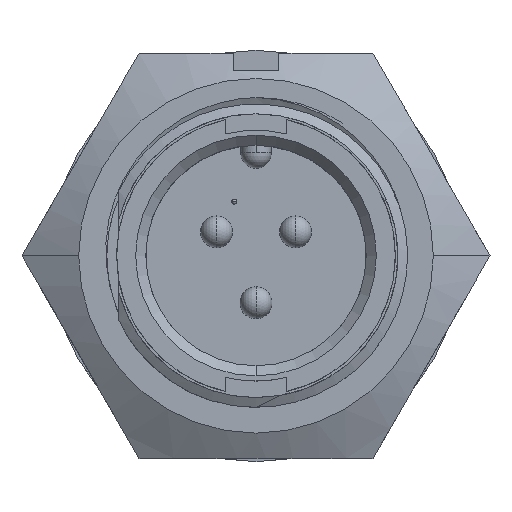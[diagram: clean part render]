
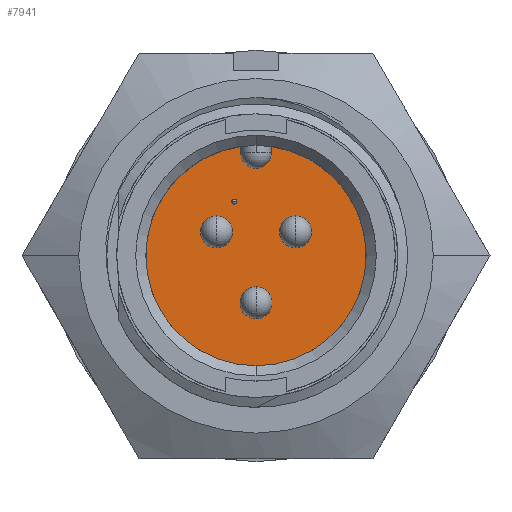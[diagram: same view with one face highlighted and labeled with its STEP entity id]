
A CAD part, top view. The second image highlights one B-rep face of the part: STEP entity #7941.
In plain terms, the highlighted planar face has unit normal (0, 0, 1).
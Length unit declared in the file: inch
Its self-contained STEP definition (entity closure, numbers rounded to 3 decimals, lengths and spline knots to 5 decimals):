
#47 = EDGE_CURVE ( 'NONE', #6678, #5137, #9289, .T. ) ;
#126 = VERTEX_POINT ( 'NONE', #3737 ) ;
#321 = DIRECTION ( 'NONE',  ( 0., 0., 1. ) ) ;
#411 = ORIENTED_EDGE ( 'NONE', *, *, #7242, .T. ) ;
#495 = EDGE_CURVE ( 'NONE', #9627, #6494, #5062, .T. ) ;
#560 = EDGE_LOOP ( 'NONE', ( #1222, #5993 ) ) ;
#583 = EDGE_CURVE ( 'NONE', #1337, #8740, #11705, .T. ) ;
#894 = DIRECTION ( 'NONE',  ( 1., 0., 0. ) ) ;
#1062 = CARTESIAN_POINT ( 'NONE',  ( 0., 0.20102, -0.31 ) ) ;
#1183 = CARTESIAN_POINT ( 'NONE',  ( -0.03, 0.21394, -0.31 ) ) ;
#1209 = EDGE_CURVE ( 'NONE', #9627, #5350, #4920, .T. ) ;
#1222 = ORIENTED_EDGE ( 'NONE', *, *, #6300, .F. ) ;
#1337 = VERTEX_POINT ( 'NONE', #4144 ) ;
#1663 = EDGE_CURVE ( 'NONE', #5137, #6678, #2915, .T. ) ;
#1664 = AXIS2_PLACEMENT_3D ( 'NONE', #4780, #11098, #5695 ) ;
#1752 = EDGE_CURVE ( 'NONE', #10987, #126, #2352, .T. ) ;
#1772 = CARTESIAN_POINT ( 'NONE',  ( 0.0465, 0.04552, -0.31 ) ) ;
#1786 = CARTESIAN_POINT ( 'NONE',  ( 0., -0.00148, -0.31 ) ) ;
#1926 = FACE_BOUND ( 'NONE', #9153, .T. ) ;
#1986 = DIRECTION ( 'NONE',  ( 1., 0., 0. ) ) ;
#2089 = ORIENTED_EDGE ( 'NONE', *, *, #1752, .T. ) ;
#2127 = AXIS2_PLACEMENT_3D ( 'NONE', #2604, #8942, #3532 ) ;
#2236 = DIRECTION ( 'NONE',  ( 0., 0., -1. ) ) ;
#2289 = AXIS2_PLACEMENT_3D ( 'NONE', #2640, #8977, #3572 ) ;
#2352 = CIRCLE ( 'NONE', #10524, 0.005 ) ;
#2604 = CARTESIAN_POINT ( 'NONE',  ( 0., -0.09448, -0.31 ) ) ;
#2640 = CARTESIAN_POINT ( 'NONE',  ( 0., -0.00148, -0.31 ) ) ;
#2643 = VECTOR ( 'NONE', #5435, 39.37008 ) ;
#2730 = EDGE_CURVE ( 'NONE', #3227, #8604, #10128, .T. ) ;
#2732 = CARTESIAN_POINT ( 'NONE',  ( 0.03, 0.20102, -0.31 ) ) ;
#2875 = EDGE_CURVE ( 'NONE', #6494, #3227, #5037, .T. ) ;
#2906 = VECTOR ( 'NONE', #8223, 39.37008 ) ;
#2915 = CIRCLE ( 'NONE', #3756, 0.0315 ) ;
#2920 = VERTEX_POINT ( 'NONE', #10133 ) ;
#2929 = DIRECTION ( 'NONE',  ( 1., 0., 0. ) ) ;
#3150 = DIRECTION ( 'NONE',  ( 1., 0., 0. ) ) ;
#3227 = VERTEX_POINT ( 'NONE', #7944 ) ;
#3532 = DIRECTION ( 'NONE',  ( 1., 0., 0. ) ) ;
#3572 = DIRECTION ( 'NONE',  ( 1., 0., 0. ) ) ;
#3737 = CARTESIAN_POINT ( 'NONE',  ( -0.048, 0.10552, -0.31 ) ) ;
#3756 = AXIS2_PLACEMENT_3D ( 'NONE', #5250, #11577, #9940 ) ;
#4144 = CARTESIAN_POINT ( 'NONE',  ( -0.0315, -0.09448, -0.31 ) ) ;
#4168 = AXIS2_PLACEMENT_3D ( 'NONE', #9994, #4592, #10908 ) ;
#4183 = CIRCLE ( 'NONE', #4168, 0.0315 ) ;
#4263 = CARTESIAN_POINT ( 'NONE',  ( 0.078, 0.04552, -0.31 ) ) ;
#4265 = ORIENTED_EDGE ( 'NONE', *, *, #10611, .F. ) ;
#4345 = ORIENTED_EDGE ( 'NONE', *, *, #6162, .F. ) ;
#4352 = FACE_BOUND ( 'NONE', #11447, .T. ) ;
#4493 = DIRECTION ( 'NONE',  ( 1., 0., 0. ) ) ;
#4515 = ORIENTED_EDGE ( 'NONE', *, *, #2730, .F. ) ;
#4523 = CIRCLE ( 'NONE', #2127, 0.0315 ) ;
#4592 = DIRECTION ( 'NONE',  ( 0., 0., 1. ) ) ;
#4649 = CARTESIAN_POINT ( 'NONE',  ( 0.0315, -0.09448, -0.31 ) ) ;
#4780 = CARTESIAN_POINT ( 'NONE',  ( -0.043, 0.10552, -0.31 ) ) ;
#4920 = CIRCLE ( 'NONE', #9754, 0.2175 ) ;
#4977 = CARTESIAN_POINT ( 'NONE',  ( -0.043, 0.10552, -0.31 ) ) ;
#5037 = CIRCLE ( 'NONE', #6385, 0.03 ) ;
#5062 = LINE ( 'NONE', #1183, #2643 ) ;
#5137 = VERTEX_POINT ( 'NONE', #9837 ) ;
#5167 = DIRECTION ( 'NONE',  ( 1., 0., 0. ) ) ;
#5250 = CARTESIAN_POINT ( 'NONE',  ( -0.078, 0.04552, -0.31 ) ) ;
#5350 = VERTEX_POINT ( 'NONE', #10980 ) ;
#5435 = DIRECTION ( 'NONE',  ( 0., -1., 0. ) ) ;
#5647 = CIRCLE ( 'NONE', #1664, 0.005 ) ;
#5695 = DIRECTION ( 'NONE',  ( 1., 0., 0. ) ) ;
#5784 = ORIENTED_EDGE ( 'NONE', *, *, #6335, .T. ) ;
#5993 = ORIENTED_EDGE ( 'NONE', *, *, #583, .F. ) ;
#6162 = EDGE_CURVE ( 'NONE', #6458, #2920, #9603, .T. ) ;
#6249 = CARTESIAN_POINT ( 'NONE',  ( 0., -0.00148, -0.31 ) ) ;
#6300 = EDGE_CURVE ( 'NONE', #8740, #1337, #4523, .T. ) ;
#6335 = EDGE_CURVE ( 'NONE', #5350, #8604, #6666, .T. ) ;
#6385 = AXIS2_PLACEMENT_3D ( 'NONE', #1062, #7436, #1986 ) ;
#6458 = VERTEX_POINT ( 'NONE', #1772 ) ;
#6494 = VERTEX_POINT ( 'NONE', #8281 ) ;
#6666 = CIRCLE ( 'NONE', #2289, 0.2175 ) ;
#6678 = VERTEX_POINT ( 'NONE', #7541 ) ;
#6790 = FACE_BOUND ( 'NONE', #11701, .T. ) ;
#6807 = AXIS2_PLACEMENT_3D ( 'NONE', #11165, #7240, #2929 ) ;
#7096 = CARTESIAN_POINT ( 'NONE',  ( -0.03, 0.21394, -0.31 ) ) ;
#7240 = DIRECTION ( 'NONE',  ( 0., 0., 1. ) ) ;
#7242 = EDGE_CURVE ( 'NONE', #126, #10987, #5647, .T. ) ;
#7279 = DIRECTION ( 'NONE',  ( 0., 0., 1. ) ) ;
#7329 = AXIS2_PLACEMENT_3D ( 'NONE', #4263, #10581, #5167 ) ;
#7423 = ORIENTED_EDGE ( 'NONE', *, *, #495, .F. ) ;
#7436 = DIRECTION ( 'NONE',  ( 0., 0., 1. ) ) ;
#7541 = CARTESIAN_POINT ( 'NONE',  ( -0.0465, 0.04552, -0.31 ) ) ;
#7777 = AXIS2_PLACEMENT_3D ( 'NONE', #8166, #321, #10858 ) ;
#7941 = ADVANCED_FACE ( 'NONE', ( #4352, #9152, #6790, #1926, #11278 ), #8987, .T. ) ;
#7944 = CARTESIAN_POINT ( 'NONE',  ( 0.03, 0.20102, -0.31 ) ) ;
#8166 = CARTESIAN_POINT ( 'NONE',  ( 0., -0.09448, -0.31 ) ) ;
#8223 = DIRECTION ( 'NONE',  ( 0., 1., 0. ) ) ;
#8281 = CARTESIAN_POINT ( 'NONE',  ( -0.03, 0.20102, -0.31 ) ) ;
#8604 = VERTEX_POINT ( 'NONE', #9969 ) ;
#8740 = VERTEX_POINT ( 'NONE', #4649 ) ;
#8942 = DIRECTION ( 'NONE',  ( 0., 0., 1. ) ) ;
#8977 = DIRECTION ( 'NONE',  ( 0., 0., 1. ) ) ;
#8987 = PLANE ( 'NONE',  #9700 ) ;
#9152 = FACE_OUTER_BOUND ( 'NONE', #10998, .T. ) ;
#9153 = EDGE_LOOP ( 'NONE', ( #11491, #10992 ) ) ;
#9289 = CIRCLE ( 'NONE', #6807, 0.0315 ) ;
#9453 = CARTESIAN_POINT ( 'NONE',  ( -0.038, 0.10552, -0.31 ) ) ;
#9603 = CIRCLE ( 'NONE', #7329, 0.0315 ) ;
#9627 = VERTEX_POINT ( 'NONE', #7096 ) ;
#9700 = AXIS2_PLACEMENT_3D ( 'NONE', #6249, #9902, #4493 ) ;
#9754 = AXIS2_PLACEMENT_3D ( 'NONE', #1786, #7279, #894 ) ;
#9837 = CARTESIAN_POINT ( 'NONE',  ( -0.1095, 0.04552, -0.31 ) ) ;
#9902 = DIRECTION ( 'NONE',  ( 0., 0., 1. ) ) ;
#9940 = DIRECTION ( 'NONE',  ( 1., 0., 0. ) ) ;
#9969 = CARTESIAN_POINT ( 'NONE',  ( 0.03, 0.21394, -0.31 ) ) ;
#9994 = CARTESIAN_POINT ( 'NONE',  ( 0.078, 0.04552, -0.31 ) ) ;
#10128 = LINE ( 'NONE', #2732, #2906 ) ;
#10133 = CARTESIAN_POINT ( 'NONE',  ( 0.1095, 0.04552, -0.31 ) ) ;
#10215 = ORIENTED_EDGE ( 'NONE', *, *, #1209, .T. ) ;
#10524 = AXIS2_PLACEMENT_3D ( 'NONE', #4977, #2236, #3150 ) ;
#10581 = DIRECTION ( 'NONE',  ( 0., 0., 1. ) ) ;
#10611 = EDGE_CURVE ( 'NONE', #2920, #6458, #4183, .T. ) ;
#10858 = DIRECTION ( 'NONE',  ( 1., 0., 0. ) ) ;
#10908 = DIRECTION ( 'NONE',  ( 1., 0., 0. ) ) ;
#10980 = CARTESIAN_POINT ( 'NONE',  ( 0., -0.21898, -0.31 ) ) ;
#10987 = VERTEX_POINT ( 'NONE', #9453 ) ;
#10992 = ORIENTED_EDGE ( 'NONE', *, *, #1663, .F. ) ;
#10998 = EDGE_LOOP ( 'NONE', ( #7423, #10215, #5784, #4515, #11618 ) ) ;
#11098 = DIRECTION ( 'NONE',  ( 0., 0., -1. ) ) ;
#11165 = CARTESIAN_POINT ( 'NONE',  ( -0.078, 0.04552, -0.31 ) ) ;
#11278 = FACE_BOUND ( 'NONE', #560, .T. ) ;
#11447 = EDGE_LOOP ( 'NONE', ( #4265, #4345 ) ) ;
#11491 = ORIENTED_EDGE ( 'NONE', *, *, #47, .F. ) ;
#11577 = DIRECTION ( 'NONE',  ( 0., 0., 1. ) ) ;
#11618 = ORIENTED_EDGE ( 'NONE', *, *, #2875, .F. ) ;
#11701 = EDGE_LOOP ( 'NONE', ( #2089, #411 ) ) ;
#11705 = CIRCLE ( 'NONE', #7777, 0.0315 ) ;
